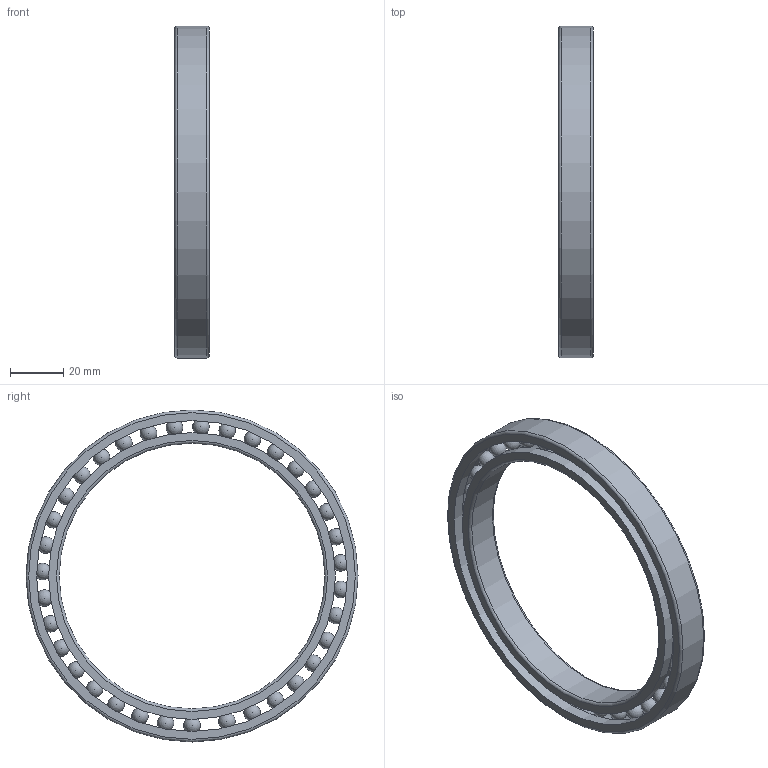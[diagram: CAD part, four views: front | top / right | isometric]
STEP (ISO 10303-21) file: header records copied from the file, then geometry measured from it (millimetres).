
FILE_DESCRIPTION( ( 'STEP AP203' ), '1' );
FILE_NAME( '6820.stp', '2019-08-14T07:17:12', ( '' ), ( '' ), ' ', 'PARTsolutions', ' ' );
FILE_SCHEMA( ( 'CONFIG_CONTROL_DESIGN' ) );
Length unit declared in the file: millimetre
Products named in the file (4): 6820; _6820 Outer ring; _6820 Inner ring; _6820 Ball
Assembly tree (37 placements, depth 2):
  6820
    _6820 Outer ring
    _6820 Inner ring
    _6820 Ball  x35
Bounding box: 13 x 125 x 125 mm (x, y, z)
Volume: 39082 mm3; surface area: 28044.1 mm2
Topology: 37 solids, 37 shells, 51 faces, 133 edges, 86 vertices
Faces by surface type: sphere 35, cylinder 6, torus 6, plane 4
Full cylindrical faces by diameter (mm): 100 x1, 108 x2, 117 x2, 125 x1
Entity records: 763 total; most frequent: DIRECTION 142, CARTESIAN_POINT 90, AXIS2_PLACEMENT_3D 71, PRODUCT_DEFINITION_SHAPE 41, CONTEXT_DEPENDENT_SHAPE_REPRESENTATION 37, ITEM_DEFINED_TRANSFORMATION 37, NEXT_ASSEMBLY_USAGE_OCCURRENCE 37, EDGE_LOOP 32
